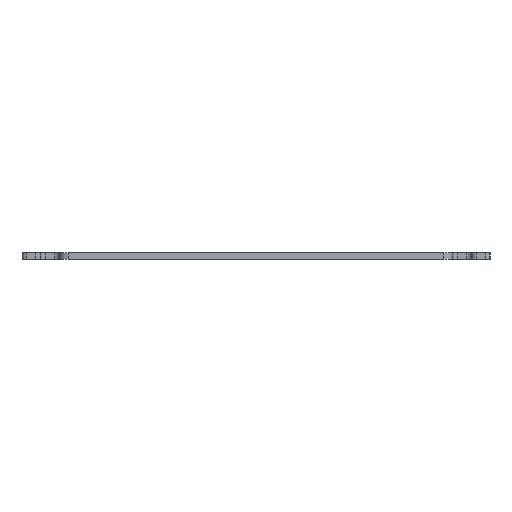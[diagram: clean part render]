
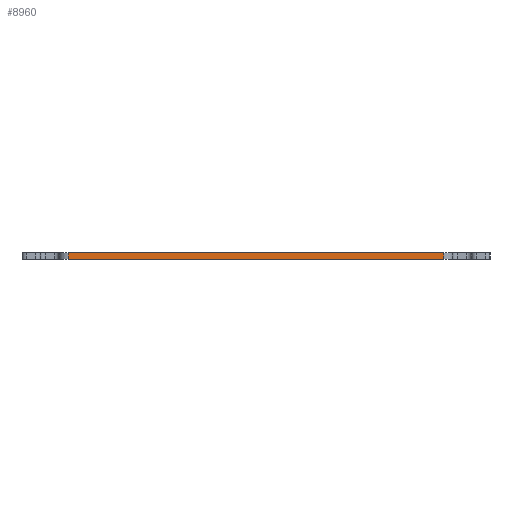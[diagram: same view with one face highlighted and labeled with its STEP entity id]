
A CAD part, left-side view. The second image highlights one B-rep face of the part: STEP entity #8960.
In plain terms, the highlighted planar face has unit normal (-1, 0, 0).
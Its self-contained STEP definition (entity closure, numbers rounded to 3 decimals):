
#1158=FACE_OUTER_BOUND('',#1676,.T.);
#1676=EDGE_LOOP('',(#8199,#8200,#8201,#8202));
#1762=LINE('',#12706,#2650);
#2047=LINE('',#13736,#2935);
#2564=LINE('',#15112,#3452);
#2565=LINE('',#15114,#3453);
#2650=VECTOR('',#10028,10.);
#2935=VECTOR('',#10873,10.);
#3452=VECTOR('',#12432,10.);
#3453=VECTOR('',#12435,10.);
#3558=VERTEX_POINT('',#12703);
#3559=VERTEX_POINT('',#12705);
#4023=VERTEX_POINT('',#13733);
#4024=VERTEX_POINT('',#13735);
#4446=EDGE_CURVE('',#3558,#3559,#1762,.T.);
#4964=EDGE_CURVE('',#4023,#4024,#2047,.T.);
#5652=EDGE_CURVE('',#3558,#4024,#2564,.T.);
#5653=EDGE_CURVE('',#3559,#4023,#2565,.T.);
#8199=ORIENTED_EDGE('',*,*,#4446,.F.);
#8200=ORIENTED_EDGE('',*,*,#5652,.T.);
#8201=ORIENTED_EDGE('',*,*,#4964,.F.);
#8202=ORIENTED_EDGE('',*,*,#5653,.F.);
#8533=PLANE('',#9850);
#8960=ADVANCED_FACE('',(#1158),#8533,.T.);
#9850=AXIS2_PLACEMENT_3D('',#15113,#12433,#12434);
#10028=DIRECTION('',(0.,1.,0.));
#10873=DIRECTION('',(0.,-1.,0.));
#12432=DIRECTION('',(0.,0.,1.));
#12433=DIRECTION('center_axis',(-1.,0.,
0.));
#12434=DIRECTION('ref_axis',(0.,-1.,0.));
#12435=DIRECTION('',(0.,0.,1.));
#12703=CARTESIAN_POINT('',(22.6,-103.4,4.6));
#12705=CARTESIAN_POINT('',(22.6,-22.4,4.6));
#12706=CARTESIAN_POINT('',(22.6,-103.4,4.6));
#13733=CARTESIAN_POINT('',(22.6,-22.4,6.1));
#13735=CARTESIAN_POINT('',(22.6,-103.4,6.1));
#13736=CARTESIAN_POINT('',(22.6,-103.4,6.1));
#15112=CARTESIAN_POINT('',(22.6,-103.4,4.6));
#15113=CARTESIAN_POINT('Origin',(22.6,-22.4,4.6));
#15114=CARTESIAN_POINT('',(22.6,-22.4,4.6));
